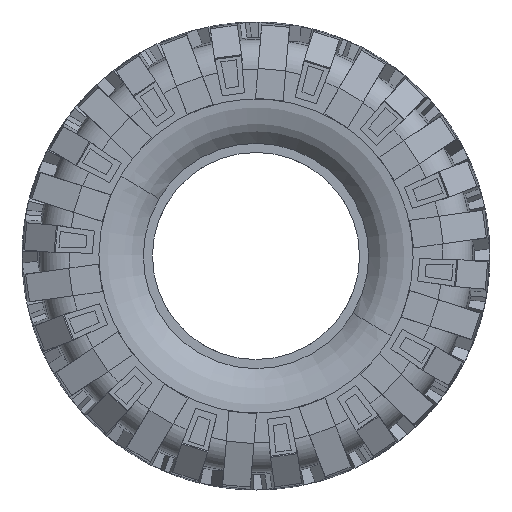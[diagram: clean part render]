
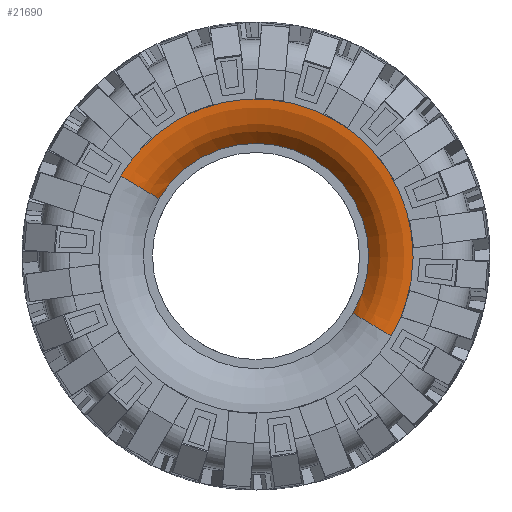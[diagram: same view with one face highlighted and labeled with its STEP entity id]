
A CAD part, left-side view. The second image highlights one B-rep face of the part: STEP entity #21690.
In plain terms, the highlighted toroidal (fillet/blend) face has major radius 36.665 mm and minor radius 12.458 mm.
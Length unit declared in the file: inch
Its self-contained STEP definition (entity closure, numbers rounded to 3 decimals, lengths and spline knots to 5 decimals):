
#180 = AXIS2_PLACEMENT_3D ( 'NONE', #16944, #41953, #20529 ) ;
#838 = VERTEX_POINT ( 'NONE', #38196 ) ;
#1306 = CIRCLE ( 'NONE', #22371, 0.49049 ) ;
#1403 = CARTESIAN_POINT ( 'NONE',  ( -3.17478, -0.28088, 1.29599 ) ) ;
#1745 = CARTESIAN_POINT ( 'NONE',  ( -2.95578, -0.28088, 1.29599 ) ) ;
#1903 = CIRCLE ( 'NONE', #180, 1.4435 ) ;
#2144 = ORIENTED_EDGE ( 'NONE', *, *, #36784, .F. ) ;
#2721 = ORIENTED_EDGE ( 'NONE', *, *, #46322, .F. ) ;
#3027 = EDGE_CURVE ( 'NONE', #20106, #15601, #1903, .T. ) ;
#3748 = AXIS2_PLACEMENT_3D ( 'NONE', #42409, #20977, #46020 ) ;
#4181 = CIRCLE ( 'NONE', #14663, 1.4435 ) ;
#4946 = DIRECTION ( 'NONE',  ( 0., -0.861, -0.509 ) ) ;
#4995 = EDGE_CURVE ( 'NONE', #40118, #5764, #27804, .T. ) ;
#5316 = DIRECTION ( 'NONE',  ( 0., -0.861, -0.509 ) ) ;
#5764 = VERTEX_POINT ( 'NONE', #10730 ) ;
#5976 = DIRECTION ( 'NONE',  ( 1., 0., 0. ) ) ;
#5998 = DIRECTION ( 'NONE',  ( 1., 0., 0. ) ) ;
#6193 = EDGE_CURVE ( 'NONE', #40118, #20106, #40588, .T. ) ;
#7003 = EDGE_LOOP ( 'NONE', ( #42459, #31589, #18322, #2721, #25838, #33873, #16710, #30708, #43800, #2144, #17726 ) ) ;
#9792 = VERTEX_POINT ( 'NONE', #23252 ) ;
#10676 = CARTESIAN_POINT ( 'NONE',  ( -3.17478, -0.28088, 1.29599 ) ) ;
#10699 = CARTESIAN_POINT ( 'NONE',  ( -3.17478, -1.6559, 0.85665 ) ) ;
#10711 = CARTESIAN_POINT ( 'NONE',  ( -2.68429, 0.9619, 2.03029 ) ) ;
#10730 = CARTESIAN_POINT ( 'NONE',  ( -2.95578, -1.17196, 0.7695 ) ) ;
#12154 = TOROIDAL_SURFACE ( 'NONE', #13301, 1.4435, 0.49049 ) ;
#12513 = EDGE_CURVE ( 'NONE', #41391, #22966, #16724, .T. ) ;
#13301 = AXIS2_PLACEMENT_3D ( 'NONE', #24859, #36269, #39860 ) ;
#14190 = CIRCLE ( 'NONE', #18045, 1.4435 ) ;
#14288 = DIRECTION ( 'NONE',  ( 0., -0.861, -0.509 ) ) ;
#14314 = DIRECTION ( 'NONE',  ( 0., 0.861, 0.509 ) ) ;
#14663 = AXIS2_PLACEMENT_3D ( 'NONE', #27439, #5998, #31036 ) ;
#15227 = CARTESIAN_POINT ( 'NONE',  ( -2.68429, -1.52366, 0.5617 ) ) ;
#15522 = DIRECTION ( 'NONE',  ( 1., 0., 0. ) ) ;
#15601 = VERTEX_POINT ( 'NONE', #27326 ) ;
#16710 = ORIENTED_EDGE ( 'NONE', *, *, #30657, .F. ) ;
#16724 = CIRCLE ( 'NONE', #37934, 1.4435 ) ;
#16944 = CARTESIAN_POINT ( 'NONE',  ( -3.17478, -0.28088, 1.29599 ) ) ;
#16991 = DIRECTION ( 'NONE',  ( 1., 0., 0. ) ) ;
#17200 = AXIS2_PLACEMENT_3D ( 'NONE', #27418, #5976, #31019 ) ;
#17726 = ORIENTED_EDGE ( 'NONE', *, *, #3027, .F. ) ;
#18045 = AXIS2_PLACEMENT_3D ( 'NONE', #36965, #15522, #40549 ) ;
#18322 = ORIENTED_EDGE ( 'NONE', *, *, #38146, .T. ) ;
#18847 = DIRECTION ( 'NONE',  ( 0., -0.861, -0.509 ) ) ;
#20106 = VERTEX_POINT ( 'NONE', #32416 ) ;
#20529 = DIRECTION ( 'NONE',  ( 0., -0.861, -0.509 ) ) ;
#20977 = DIRECTION ( 'NONE',  ( 1., 0., 0. ) ) ;
#21690 = ADVANCED_FACE ( 'NONE', ( #28949 ), #12154, .T. ) ;
#22371 = AXIS2_PLACEMENT_3D ( 'NONE', #15227, #40238, #18847 ) ;
#22797 = EDGE_CURVE ( 'NONE', #9792, #41391, #4181, .T. ) ;
#22966 = VERTEX_POINT ( 'NONE', #10699 ) ;
#23252 = CARTESIAN_POINT ( 'NONE',  ( -3.17478, -1.48168, 2.0971 ) ) ;
#24109 = EDGE_CURVE ( 'NONE', #26075, #43099, #33734, .T. ) ;
#24430 = CIRCLE ( 'NONE', #34407, 1.4435 ) ;
#24859 = CARTESIAN_POINT ( 'NONE',  ( -2.68429, -0.28088, 1.29599 ) ) ;
#25712 = VERTEX_POINT ( 'NONE', #26587 ) ;
#25838 = ORIENTED_EDGE ( 'NONE', *, *, #12513, .F. ) ;
#26075 = VERTEX_POINT ( 'NONE', #26237 ) ;
#26237 = CARTESIAN_POINT ( 'NONE',  ( -3.17478, 0.23293, 2.64495 ) ) ;
#26334 = CIRCLE ( 'NONE', #3748, 1.4435 ) ;
#26363 = DIRECTION ( 'NONE',  ( 1., 0., 0. ) ) ;
#26587 = CARTESIAN_POINT ( 'NONE',  ( -3.17478, -1.52366, 0.5617 ) ) ;
#26726 = DIRECTION ( 'NONE',  ( 1., 0., 0. ) ) ;
#26967 = CARTESIAN_POINT ( 'NONE',  ( -2.95578, 0.6102, 1.82249 ) ) ;
#27326 = CARTESIAN_POINT ( 'NONE',  ( -3.17478, 0.76734, 2.28843 ) ) ;
#27418 = CARTESIAN_POINT ( 'NONE',  ( -3.17478, -0.28088, 1.29599 ) ) ;
#27439 = CARTESIAN_POINT ( 'NONE',  ( -3.17478, -0.28088, 1.29599 ) ) ;
#27804 = CIRCLE ( 'NONE', #40322, 1.035 ) ;
#28949 = FACE_OUTER_BOUND ( 'NONE', #7003, .T. ) ;
#30657 = EDGE_CURVE ( 'NONE', #838, #9792, #24430, .T. ) ;
#30708 = ORIENTED_EDGE ( 'NONE', *, *, #43977, .F. ) ;
#31019 = DIRECTION ( 'NONE',  ( 0., -0.861, -0.509 ) ) ;
#31036 = DIRECTION ( 'NONE',  ( 0., -0.861, -0.509 ) ) ;
#31589 = ORIENTED_EDGE ( 'NONE', *, *, #4995, .T. ) ;
#32416 = CARTESIAN_POINT ( 'NONE',  ( -3.17478, 0.9619, 2.03029 ) ) ;
#33734 = CIRCLE ( 'NONE', #44670, 1.4435 ) ;
#33873 = ORIENTED_EDGE ( 'NONE', *, *, #22797, .F. ) ;
#34407 = AXIS2_PLACEMENT_3D ( 'NONE', #38423, #16991, #42009 ) ;
#35694 = DIRECTION ( 'NONE',  ( 1., 0., 0. ) ) ;
#35714 = DIRECTION ( 'NONE',  ( 0., 0.509, -0.861 ) ) ;
#36269 = DIRECTION ( 'NONE',  ( 1., 0., 0. ) ) ;
#36784 = EDGE_CURVE ( 'NONE', #15601, #26075, #40523, .T. ) ;
#36965 = CARTESIAN_POINT ( 'NONE',  ( -3.17478, -0.28088, 1.29599 ) ) ;
#37934 = AXIS2_PLACEMENT_3D ( 'NONE', #10676, #35694, #14288 ) ;
#38146 = EDGE_CURVE ( 'NONE', #5764, #25712, #1306, .T. ) ;
#38196 = CARTESIAN_POINT ( 'NONE',  ( -3.17478, -1.01518, 2.53877 ) ) ;
#38423 = CARTESIAN_POINT ( 'NONE',  ( -3.17478, -0.28088, 1.29599 ) ) ;
#39216 = CARTESIAN_POINT ( 'NONE',  ( -3.17478, -1.71035, 1.49676 ) ) ;
#39860 = DIRECTION ( 'NONE',  ( 0., -0.861, -0.509 ) ) ;
#40118 = VERTEX_POINT ( 'NONE', #26967 ) ;
#40238 = DIRECTION ( 'NONE',  ( 0., -0.509, 0.861 ) ) ;
#40322 = AXIS2_PLACEMENT_3D ( 'NONE', #1745, #26726, #5316 ) ;
#40523 = CIRCLE ( 'NONE', #17200, 1.4435 ) ;
#40549 = DIRECTION ( 'NONE',  ( 0., -0.861, -0.509 ) ) ;
#40588 = CIRCLE ( 'NONE', #43976, 0.49049 ) ;
#41352 = CARTESIAN_POINT ( 'NONE',  ( -3.17478, -0.40324, 2.7343 ) ) ;
#41391 = VERTEX_POINT ( 'NONE', #39216 ) ;
#41953 = DIRECTION ( 'NONE',  ( 1., 0., 0. ) ) ;
#42009 = DIRECTION ( 'NONE',  ( 0., -0.861, -0.509 ) ) ;
#42409 = CARTESIAN_POINT ( 'NONE',  ( -3.17478, -0.28088, 1.29599 ) ) ;
#42459 = ORIENTED_EDGE ( 'NONE', *, *, #6193, .F. ) ;
#43099 = VERTEX_POINT ( 'NONE', #41352 ) ;
#43800 = ORIENTED_EDGE ( 'NONE', *, *, #24109, .F. ) ;
#43976 = AXIS2_PLACEMENT_3D ( 'NONE', #10711, #35714, #14314 ) ;
#43977 = EDGE_CURVE ( 'NONE', #43099, #838, #14190, .T. ) ;
#44670 = AXIS2_PLACEMENT_3D ( 'NONE', #1403, #26363, #4946 ) ;
#46020 = DIRECTION ( 'NONE',  ( 0., -0.861, -0.509 ) ) ;
#46322 = EDGE_CURVE ( 'NONE', #22966, #25712, #26334, .T. ) ;
